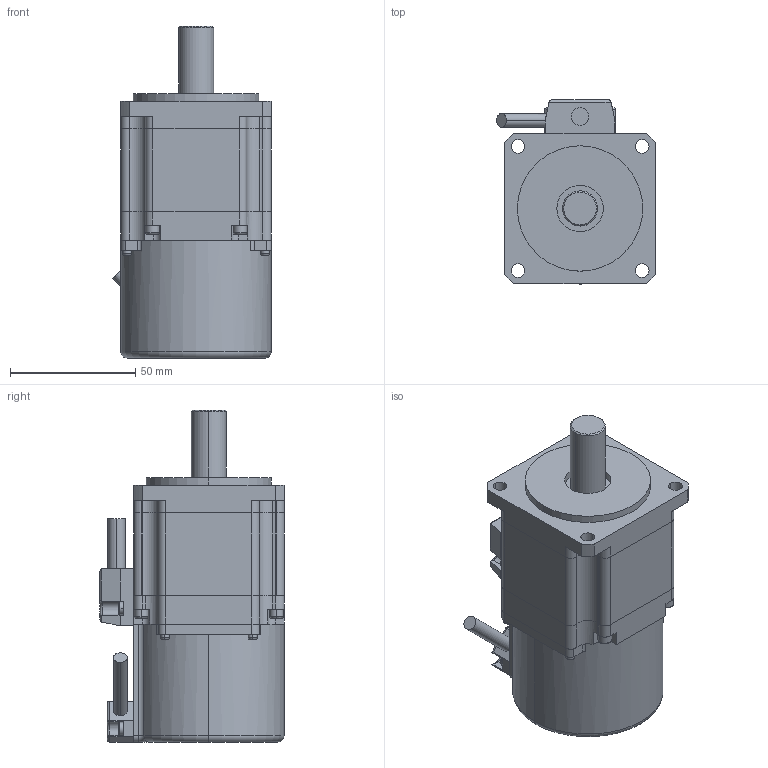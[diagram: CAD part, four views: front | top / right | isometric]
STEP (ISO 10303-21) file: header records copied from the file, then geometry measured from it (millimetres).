
FILE_DESCRIPTION (( 'STEP AP214' ), '1' );
FILE_NAME ('SVL-202.step', '2016-04-07T15:57:33', ( '' ), ( '' ), 'SwSTEP 2.0', 'SolidWorks 2015', '' );
FILE_SCHEMA (( 'AUTOMOTIVE_DESIGN' ));
Length unit declared in the file: millimetre
Products named in the file (1): SVL-202
Bounding box: 63.26 x 73.4 x 132.4 mm (x, y, z)
Volume: 336860.3 mm3; surface area: 55830.9 mm2
Topology: 18 solids, 18 shells, 417 faces, 1046 edges, 680 vertices
Faces by surface type: plane 241, cylinder 141, torus 33, cone 2
Entity records: 14057 total; most frequent: CARTESIAN_POINT 2222, DIRECTION 2181, ORIENTED_EDGE 2092, EDGE_CURVE 1046, AXIS2_PLACEMENT_3D 743, LINE 695, VECTOR 695, VERTEX_POINT 680
